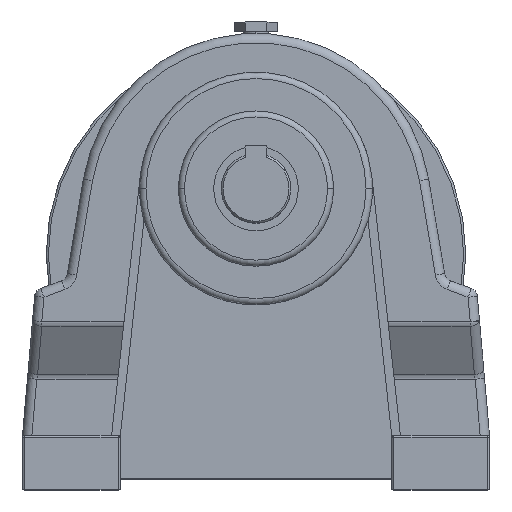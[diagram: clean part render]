
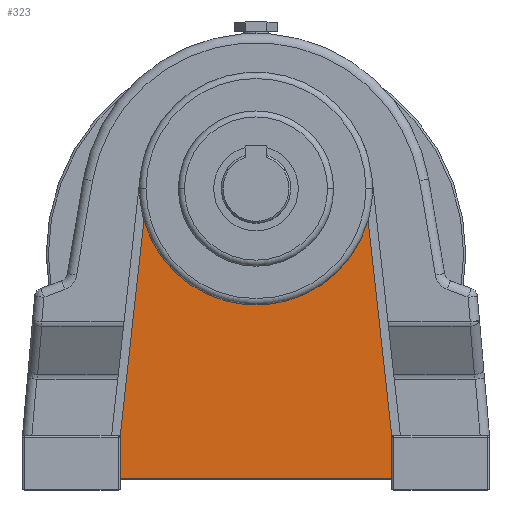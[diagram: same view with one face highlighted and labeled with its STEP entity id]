
A CAD part, top view. The second image highlights one B-rep face of the part: STEP entity #323.
In plain terms, the highlighted planar face has unit normal (0, 0, 1).
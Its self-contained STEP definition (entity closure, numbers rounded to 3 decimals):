
#77 = EDGE_CURVE ( 'NONE', #203, #1258, #4957, .T. ) ;
#145 = DIRECTION ( 'NONE',  ( -0.11, -0.994, 0. ) ) ;
#158 = CARTESIAN_POINT ( 'NONE',  ( 0., 0., -13.028 ) ) ;
#203 = VERTEX_POINT ( 'NONE', #3635 ) ;
#303 = CARTESIAN_POINT ( 'NONE',  ( -51.575, -14.685, -13.028 ) ) ;
#323 = ADVANCED_FACE ( 'NONE', ( #339 ), #3929, .T. ) ;
#339 = FACE_OUTER_BOUND ( 'NONE', #6356, .T. ) ;
#445 = EDGE_CURVE ( 'NONE', #1434, #203, #746, .T. ) ;
#582 = ORIENTED_EDGE ( 'NONE', *, *, #1465, .T. ) ;
#622 = CARTESIAN_POINT ( 'NONE',  ( -51.575, -14.685, -13.028 ) ) ;
#635 = CARTESIAN_POINT ( 'NONE',  ( 62.5, -113.5, -13.028 ) ) ;
#705 = DIRECTION ( 'NONE',  ( -0.11, 0.994, 0. ) ) ;
#746 = LINE ( 'NONE', #635, #5593 ) ;
#936 = ORIENTED_EDGE ( 'NONE', *, *, #5575, .T. ) ;
#1172 = CARTESIAN_POINT ( 'NONE',  ( 62.5, -113.5, -13.028 ) ) ;
#1258 = VERTEX_POINT ( 'NONE', #303 ) ;
#1434 = VERTEX_POINT ( 'NONE', #1172 ) ;
#1465 = EDGE_CURVE ( 'NONE', #6045, #2121, #5580, .T. ) ;
#1573 = AXIS2_PLACEMENT_3D ( 'NONE', #3500, #6748, #5653 ) ;
#1979 = VECTOR ( 'NONE', #2274, 1000. ) ;
#2121 = VERTEX_POINT ( 'NONE', #5235 ) ;
#2274 = DIRECTION ( 'NONE',  ( 1., 0., 0. ) ) ;
#2832 = LINE ( 'NONE', #5713, #5181 ) ;
#3407 = VERTEX_POINT ( 'NONE', #6683 ) ;
#3496 = DIRECTION ( 'NONE',  ( 0., 1., 0. ) ) ;
#3500 = CARTESIAN_POINT ( 'NONE',  ( 0., 0., -13.028 ) ) ;
#3565 = ORIENTED_EDGE ( 'NONE', *, *, #4544, .T. ) ;
#3635 = CARTESIAN_POINT ( 'NONE',  ( 51.575, -14.685, -13.028 ) ) ;
#3929 = PLANE ( 'NONE',  #4465 ) ;
#4347 = CARTESIAN_POINT ( 'NONE',  ( -62.5, -133.5, -13.028 ) ) ;
#4390 = DIRECTION ( 'NONE',  ( 1., 0., 0. ) ) ;
#4398 = ORIENTED_EDGE ( 'NONE', *, *, #77, .T. ) ;
#4465 = AXIS2_PLACEMENT_3D ( 'NONE', #158, #6564, #4390 ) ;
#4544 = EDGE_CURVE ( 'NONE', #1258, #3407, #6581, .T. ) ;
#4691 = VECTOR ( 'NONE', #3496, 1000. ) ;
#4957 = CIRCLE ( 'NONE', #1573, 53.625 ) ;
#5121 = EDGE_CURVE ( 'NONE', #2121, #1434, #5431, .T. ) ;
#5181 = VECTOR ( 'NONE', #6761, 1000. ) ;
#5200 = VECTOR ( 'NONE', #145, 1000. ) ;
#5235 = CARTESIAN_POINT ( 'NONE',  ( 62.5, -133.5, -13.028 ) ) ;
#5431 = LINE ( 'NONE', #6605, #4691 ) ;
#5575 = EDGE_CURVE ( 'NONE', #3407, #6045, #2832, .T. ) ;
#5580 = LINE ( 'NONE', #4347, #1979 ) ;
#5593 = VECTOR ( 'NONE', #705, 1000. ) ;
#5653 = DIRECTION ( 'NONE',  ( 1., 0., 0. ) ) ;
#5713 = CARTESIAN_POINT ( 'NONE',  ( -62.5, -113.5, -13.028 ) ) ;
#5819 = ORIENTED_EDGE ( 'NONE', *, *, #5121, .T. ) ;
#5920 = CARTESIAN_POINT ( 'NONE',  ( -62.5, -133.5, -13.028 ) ) ;
#6045 = VERTEX_POINT ( 'NONE', #5920 ) ;
#6356 = EDGE_LOOP ( 'NONE', ( #936, #582, #5819, #6644, #4398, #3565 ) ) ;
#6564 = DIRECTION ( 'NONE',  ( 0., 0., 1. ) ) ;
#6581 = LINE ( 'NONE', #622, #5200 ) ;
#6605 = CARTESIAN_POINT ( 'NONE',  ( 62.5, -133.5, -13.028 ) ) ;
#6644 = ORIENTED_EDGE ( 'NONE', *, *, #445, .T. ) ;
#6683 = CARTESIAN_POINT ( 'NONE',  ( -62.5, -113.5, -13.028 ) ) ;
#6748 = DIRECTION ( 'NONE',  ( 0., 0., -1. ) ) ;
#6761 = DIRECTION ( 'NONE',  ( 0., -1., 0. ) ) ;
